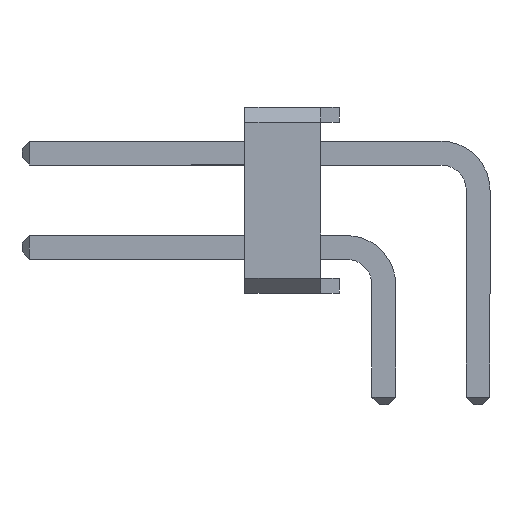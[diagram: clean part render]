
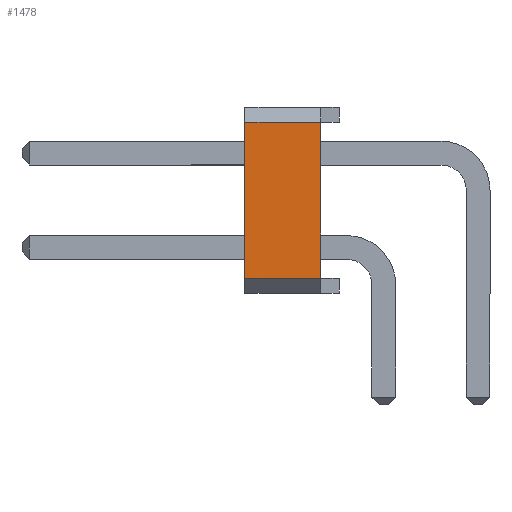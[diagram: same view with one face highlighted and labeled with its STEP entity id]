
A CAD part, left-side view. The second image highlights one B-rep face of the part: STEP entity #1478.
In plain terms, the highlighted planar face has unit normal (-1, 0, 0).
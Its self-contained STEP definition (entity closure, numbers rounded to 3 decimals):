
#18 = VECTOR ( 'NONE', #3152, 1000. ) ;
#34 = LINE ( 'NONE', #1757, #4064 ) ;
#68 = CARTESIAN_POINT ( 'NONE',  ( -1.27, 6.28, 0. ) ) ;
#83 = EDGE_CURVE ( 'NONE', #4239, #2929, #34, .T. ) ;
#258 = DIRECTION ( 'NONE',  ( 0., 0., -1. ) ) ;
#459 = CARTESIAN_POINT ( 'NONE',  ( -1.27, 4.24, 4.6 ) ) ;
#467 = AXIS2_PLACEMENT_3D ( 'NONE', #691, #2484, #258 ) ;
#495 = CARTESIAN_POINT ( 'NONE',  ( -1.27, 6.28, 0.4 ) ) ;
#691 = CARTESIAN_POINT ( 'NONE',  ( -1.27, 6.28, 0. ) ) ;
#747 = FACE_OUTER_BOUND ( 'NONE', #4936, .T. ) ;
#858 = VECTOR ( 'NONE', #3195, 1000. ) ;
#931 = LINE ( 'NONE', #1360, #18 ) ;
#1231 = ORIENTED_EDGE ( 'NONE', *, *, #83, .T. ) ;
#1360 = CARTESIAN_POINT ( 'NONE',  ( -1.27, 6.28, 4.6 ) ) ;
#1478 = ADVANCED_FACE ( 'NONE', ( #747 ), #4707, .F. ) ;
#1564 = CARTESIAN_POINT ( 'NONE',  ( -1.27, 6.28, 4.6 ) ) ;
#1757 = CARTESIAN_POINT ( 'NONE',  ( -1.27, 6.28, 0.4 ) ) ;
#1865 = CARTESIAN_POINT ( 'NONE',  ( -1.27, 4.24, 0.4 ) ) ;
#2092 = EDGE_CURVE ( 'NONE', #4239, #4493, #4085, .T. ) ;
#2220 = DIRECTION ( 'NONE',  ( 0., 0., -1. ) ) ;
#2484 = DIRECTION ( 'NONE',  ( 1., 0., 0. ) ) ;
#2616 = ORIENTED_EDGE ( 'NONE', *, *, #2092, .F. ) ;
#2929 = VERTEX_POINT ( 'NONE', #1865 ) ;
#3071 = ORIENTED_EDGE ( 'NONE', *, *, #3334, .F. ) ;
#3152 = DIRECTION ( 'NONE',  ( 0., 1., 0. ) ) ;
#3195 = DIRECTION ( 'NONE',  ( 0., 0., 1. ) ) ;
#3334 = EDGE_CURVE ( 'NONE', #3356, #2929, #5326, .T. ) ;
#3356 = VERTEX_POINT ( 'NONE', #459 ) ;
#4064 = VECTOR ( 'NONE', #4519, 1000. ) ;
#4085 = LINE ( 'NONE', #68, #858 ) ;
#4239 = VERTEX_POINT ( 'NONE', #495 ) ;
#4316 = VECTOR ( 'NONE', #2220, 1000. ) ;
#4474 = CARTESIAN_POINT ( 'NONE',  ( -1.27, 4.24, 0. ) ) ;
#4493 = VERTEX_POINT ( 'NONE', #1564 ) ;
#4519 = DIRECTION ( 'NONE',  ( 0., -1., 0. ) ) ;
#4571 = ORIENTED_EDGE ( 'NONE', *, *, #4695, .T. ) ;
#4695 = EDGE_CURVE ( 'NONE', #3356, #4493, #931, .T. ) ;
#4707 = PLANE ( 'NONE',  #467 ) ;
#4936 = EDGE_LOOP ( 'NONE', ( #3071, #4571, #2616, #1231 ) ) ;
#5326 = LINE ( 'NONE', #4474, #4316 ) ;
